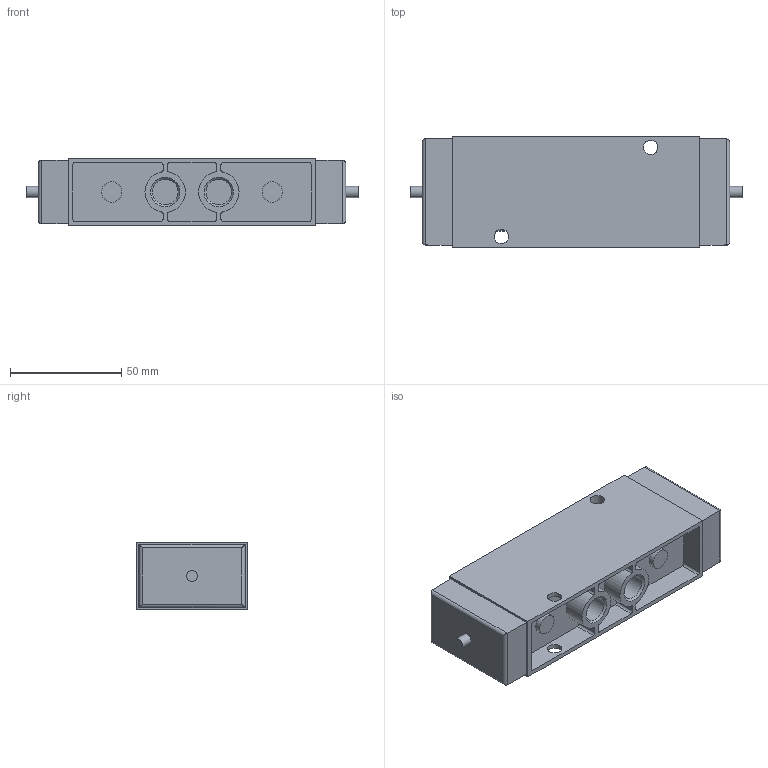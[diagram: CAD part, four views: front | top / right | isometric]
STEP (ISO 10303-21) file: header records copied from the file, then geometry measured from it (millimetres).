
FILE_DESCRIPTION(/* description */ ('STEP AP214'),/* implementation_level */ '2;1');
FILE_NAME(/* name */ '10409_JDH-5-1_4',/* time_stamp */ '2024-08-29T14:22:06+02:00',/* author */ ('License CC BY-ND 4.0'),/* organization */ ('CADENAS'),/* preprocessor_version */ 'ST-DEVELOPER v19.3',/* originating_system */ 'PARTsolutions',/* authorisation */ ' ');
FILE_SCHEMA (('AUTOMOTIVE_DESIGN {1 0 10303 214 3 1 1}'));
Length unit declared in the file: millimetre
Products named in the file (1): 10409 JDH-5-1/4
Bounding box: 149 x 50 x 30.4 mm (x, y, z)
Volume: 153514.7 mm3; surface area: 37336.8 mm2
Topology: 1 solids, 1 shells, 121 faces, 305 edges, 202 vertices
Faces by surface type: cylinder 58, plane 56, cone 7
Full cylindrical faces by diameter (mm): 5 x2, 6.5 x3, 8.5 x1, 8.566 x2, 9.12 x2, 11 x2, 11.445 x5, 18.24 x2
Entity records: 3490 total; most frequent: DIRECTION 630, CARTESIAN_POINT 601, ORIENTED_EDGE 528, EDGE_CURVE 264, AXIS2_PLACEMENT_3D 245, VERTEX_POINT 190, EDGE_LOOP 176, FACE_BOUND 176
